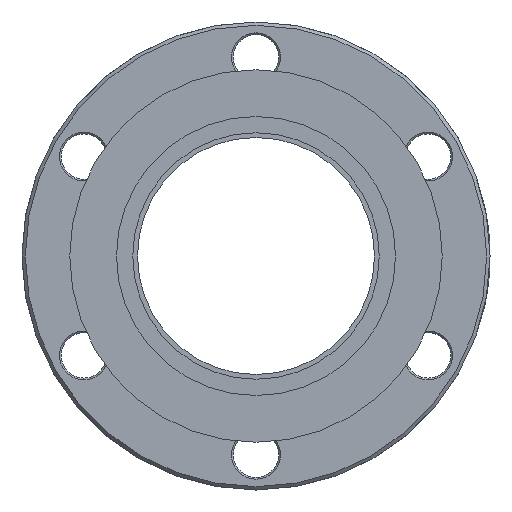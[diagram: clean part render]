
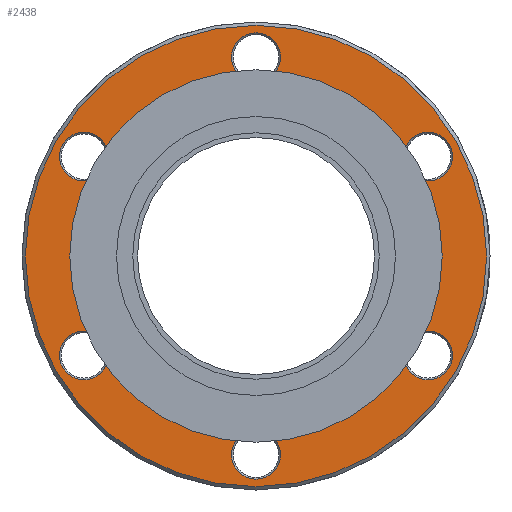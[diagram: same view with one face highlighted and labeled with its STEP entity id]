
A CAD part, front view. The second image highlights one B-rep face of the part: STEP entity #2438.
In plain terms, the highlighted planar face has unit normal (0, -1, 0).
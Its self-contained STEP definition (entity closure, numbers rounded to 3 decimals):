
#221=FACE_BOUND('',#444,.T.);
#222=FACE_BOUND('',#445,.T.);
#223=FACE_BOUND('',#446,.T.);
#224=FACE_BOUND('',#447,.T.);
#225=FACE_BOUND('',#448,.T.);
#226=FACE_BOUND('',#449,.T.);
#227=FACE_BOUND('',#450,.T.);
#249=PLANE('',#2658);
#303=FACE_OUTER_BOUND('',#443,.T.);
#443=EDGE_LOOP('',(#1662));
#444=EDGE_LOOP('',(#1663));
#445=EDGE_LOOP('',(#1664));
#446=EDGE_LOOP('',(#1665));
#447=EDGE_LOOP('',(#1666,#1667));
#448=EDGE_LOOP('',(#1668));
#449=EDGE_LOOP('',(#1669));
#450=EDGE_LOOP('',(#1670));
#902=CIRCLE('',#2657,34.05);
#903=CIRCLE('',#2659,3.6);
#904=CIRCLE('',#2660,3.6);
#905=CIRCLE('',#2661,3.6);
#906=CIRCLE('',#2662,19.1);
#907=CIRCLE('',#2663,19.1);
#908=CIRCLE('',#2664,3.6);
#909=CIRCLE('',#2665,3.6);
#910=CIRCLE('',#2666,3.6);
#1021=VERTEX_POINT('',#3554);
#1022=VERTEX_POINT('',#3558);
#1023=VERTEX_POINT('',#3560);
#1024=VERTEX_POINT('',#3562);
#1025=VERTEX_POINT('',#3564);
#1026=VERTEX_POINT('',#3565);
#1027=VERTEX_POINT('',#3568);
#1028=VERTEX_POINT('',#3570);
#1029=VERTEX_POINT('',#3572);
#1279=EDGE_CURVE('',#1021,#1021,#902,.T.);
#1280=EDGE_CURVE('',#1022,#1022,#903,.T.);
#1281=EDGE_CURVE('',#1023,#1023,#904,.T.);
#1282=EDGE_CURVE('',#1024,#1024,#905,.T.);
#1283=EDGE_CURVE('',#1025,#1026,#906,.T.);
#1284=EDGE_CURVE('',#1026,#1025,#907,.T.);
#1285=EDGE_CURVE('',#1027,#1027,#908,.T.);
#1286=EDGE_CURVE('',#1028,#1028,#909,.T.);
#1287=EDGE_CURVE('',#1029,#1029,#910,.T.);
#1662=ORIENTED_EDGE('',*,*,#1279,.F.);
#1663=ORIENTED_EDGE('',*,*,#1280,.F.);
#1664=ORIENTED_EDGE('',*,*,#1281,.F.);
#1665=ORIENTED_EDGE('',*,*,#1282,.F.);
#1666=ORIENTED_EDGE('',*,*,#1283,.T.);
#1667=ORIENTED_EDGE('',*,*,#1284,.T.);
#1668=ORIENTED_EDGE('',*,*,#1285,.F.);
#1669=ORIENTED_EDGE('',*,*,#1286,.F.);
#1670=ORIENTED_EDGE('',*,*,#1287,.F.);
#2438=ADVANCED_FACE('',(#303,#221,#222,#223,#224,#225,#226,#227),#249,.T.);
#2657=AXIS2_PLACEMENT_3D('',#3556,#2913,#2914);
#2658=AXIS2_PLACEMENT_3D('',#3557,#2915,#2916);
#2659=AXIS2_PLACEMENT_3D('',#3559,#2917,#2918);
#2660=AXIS2_PLACEMENT_3D('',#3561,#2919,#2920);
#2661=AXIS2_PLACEMENT_3D('',#3563,#2921,#2922);
#2662=AXIS2_PLACEMENT_3D('',#3566,#2923,#2924);
#2663=AXIS2_PLACEMENT_3D('',#3567,#2925,#2926);
#2664=AXIS2_PLACEMENT_3D('',#3569,#2927,#2928);
#2665=AXIS2_PLACEMENT_3D('',#3571,#2929,#2930);
#2666=AXIS2_PLACEMENT_3D('',#3573,#2931,#2932);
#2913=DIRECTION('center_axis',(0.,1.,0.));
#2914=DIRECTION('ref_axis',(1.,0.,0.));
#2915=DIRECTION('center_axis',(0.,-1.,0.));
#2916=DIRECTION('ref_axis',(0.,0.,-1.));
#2917=DIRECTION('center_axis',(0.,-1.,0.));
#2918=DIRECTION('ref_axis',(0.5,0.,0.866));
#2919=DIRECTION('center_axis',(0.,-1.,0.));
#2920=DIRECTION('ref_axis',(-1.,0.,0.));
#2921=DIRECTION('center_axis',(0.,-1.,0.));
#2922=DIRECTION('ref_axis',(0.5,0.,-0.866));
#2923=DIRECTION('center_axis',(0.,1.,0.));
#2924=DIRECTION('ref_axis',(1.,0.,0.));
#2925=DIRECTION('center_axis',(0.,1.,0.));
#2926=DIRECTION('ref_axis',(1.,0.,0.));
#2927=DIRECTION('center_axis',(0.,-1.,0.));
#2928=DIRECTION('ref_axis',(1.,0.,0.));
#2929=DIRECTION('center_axis',(0.,-1.,0.));
#2930=DIRECTION('ref_axis',(-0.5,0.,-0.866));
#2931=DIRECTION('center_axis',(0.,-1.,0.));
#2932=DIRECTION('ref_axis',(-0.5,0.,0.866));
#3554=CARTESIAN_POINT('',(-34.05,0.,0.));
#3556=CARTESIAN_POINT('Origin',(0.,0.,0.));
#3557=CARTESIAN_POINT('Origin',(-34.55,0.,0.));
#3558=CARTESIAN_POINT('',(23.618,0.,-17.793));
#3559=CARTESIAN_POINT('Origin',(25.418,0.,-14.675));
#3560=CARTESIAN_POINT('',(3.6,0.,29.35));
#3561=CARTESIAN_POINT('Origin',(0.,0.,29.35));
#3562=CARTESIAN_POINT('',(-27.218,0.,-11.557));
#3563=CARTESIAN_POINT('Origin',(-25.418,0.,-14.675));
#3564=CARTESIAN_POINT('',(-19.1,0.,0.));
#3565=CARTESIAN_POINT('',(19.1,0.,0.));
#3566=CARTESIAN_POINT('Origin',(0.,0.,0.));
#3567=CARTESIAN_POINT('Origin',(0.,0.,0.));
#3568=CARTESIAN_POINT('',(-3.6,0.,-29.35));
#3569=CARTESIAN_POINT('Origin',(0.,0.,-29.35));
#3570=CARTESIAN_POINT('',(-23.618,0.,17.793));
#3571=CARTESIAN_POINT('Origin',(-25.418,0.,14.675));
#3572=CARTESIAN_POINT('',(27.218,0.,11.557));
#3573=CARTESIAN_POINT('Origin',(25.418,0.,14.675));
